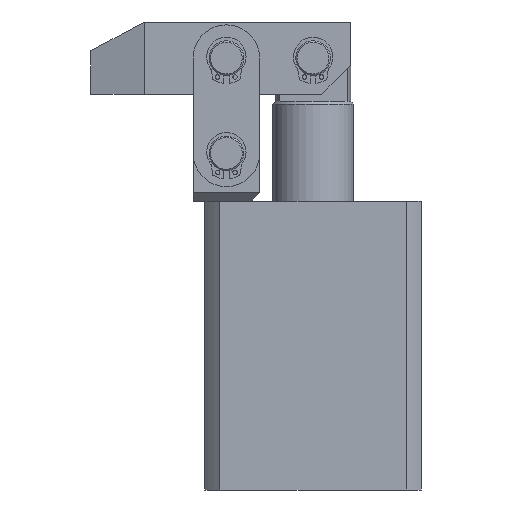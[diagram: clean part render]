
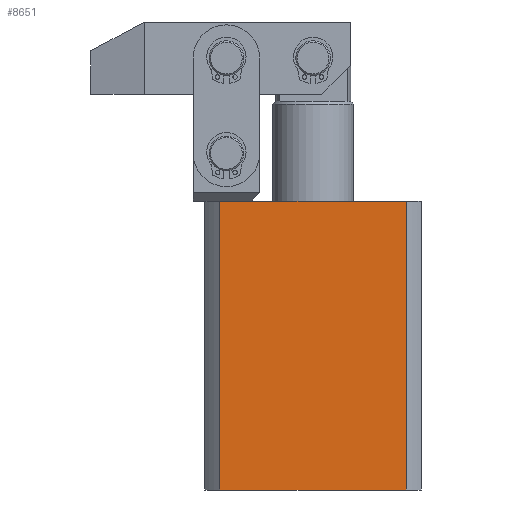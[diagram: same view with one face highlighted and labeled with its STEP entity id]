
A CAD part, left-side view. The second image highlights one B-rep face of the part: STEP entity #8651.
In plain terms, the highlighted planar face has unit normal (-1, 0, 0).
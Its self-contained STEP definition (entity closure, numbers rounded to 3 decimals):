
#923 = CARTESIAN_POINT ( 'NONE',  ( -37.5, -32.311, 0. ) ) ;
#1234 = DIRECTION ( 'NONE',  ( 0., -1., 0. ) ) ;
#1256 = CARTESIAN_POINT ( 'NONE',  ( -37.5, 32.311, 0. ) ) ;
#1264 = CARTESIAN_POINT ( 'NONE',  ( -37.5, 0., 0. ) ) ;
#1479 = CARTESIAN_POINT ( 'NONE',  ( -37.5, -32.311, 100. ) ) ;
#1546 = CARTESIAN_POINT ( 'NONE',  ( -37.5, 32.311, 100. ) ) ;
#1755 = VERTEX_POINT ( 'NONE', #1479 ) ;
#1846 = VERTEX_POINT ( 'NONE', #1546 ) ;
#2131 = LINE ( 'NONE', #1264, #2134 ) ;
#2134 = VECTOR ( 'NONE', #1234, 1000. ) ;
#2595 = VERTEX_POINT ( 'NONE', #1256 ) ;
#2704 = EDGE_LOOP ( 'NONE', ( #2937, #2956, #2960, #2931 ) ) ;
#2839 = VERTEX_POINT ( 'NONE', #923 ) ;
#2931 = ORIENTED_EDGE ( 'NONE', *, *, #3751, .T. ) ;
#2937 = ORIENTED_EDGE ( 'NONE', *, *, #3467, .T. ) ;
#2956 = ORIENTED_EDGE ( 'NONE', *, *, #3749, .F. ) ;
#2960 = ORIENTED_EDGE ( 'NONE', *, *, #3748, .F. ) ;
#3467 = EDGE_CURVE ( 'NONE', #2595, #2839, #2131, .T. ) ;
#3748 = EDGE_CURVE ( 'NONE', #1846, #1755, #6189, .T. ) ;
#3749 = EDGE_CURVE ( 'NONE', #1755, #2839, #6191, .T. ) ;
#3751 = EDGE_CURVE ( 'NONE', #1846, #2595, #6195, .T. ) ;
#4222 = AXIS2_PLACEMENT_3D ( 'NONE', #5064, #5069, #5070 ) ;
#5064 = CARTESIAN_POINT ( 'NONE',  ( -37.5, 0., 100. ) ) ;
#5066 = PLANE ( 'NONE',  #4222 ) ;
#5069 = DIRECTION ( 'NONE',  ( 1., 0., 0. ) ) ;
#5070 = DIRECTION ( 'NONE',  ( 0., 0., -1. ) ) ;
#6189 = LINE ( 'NONE', #6862, #6192 ) ;
#6191 = LINE ( 'NONE', #6864, #6194 ) ;
#6192 = VECTOR ( 'NONE', #6863, 1000. ) ;
#6194 = VECTOR ( 'NONE', #6865, 1000. ) ;
#6195 = LINE ( 'NONE', #6857, #6197 ) ;
#6197 = VECTOR ( 'NONE', #6858, 1000. ) ;
#6857 = CARTESIAN_POINT ( 'NONE',  ( -37.5, 32.311, 100. ) ) ;
#6858 = DIRECTION ( 'NONE',  ( 0., 0., -1. ) ) ;
#6862 = CARTESIAN_POINT ( 'NONE',  ( -37.5, 0., 100. ) ) ;
#6863 = DIRECTION ( 'NONE',  ( 0., -1., 0. ) ) ;
#6864 = CARTESIAN_POINT ( 'NONE',  ( -37.5, -32.311, 100. ) ) ;
#6865 = DIRECTION ( 'NONE',  ( 0., 0., -1. ) ) ;
#7035 = FACE_OUTER_BOUND ( 'NONE', #2704, .T. ) ;
#8651 = ADVANCED_FACE ( 'NONE', ( #7035 ), #5066, .F. ) ;
